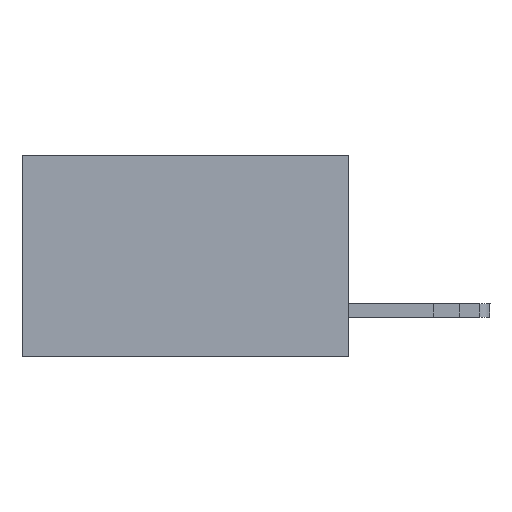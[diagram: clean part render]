
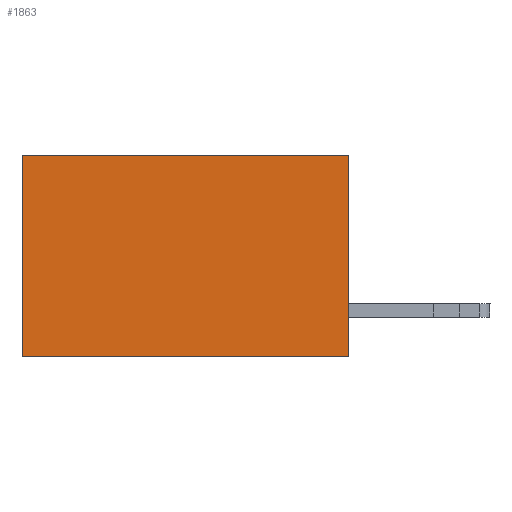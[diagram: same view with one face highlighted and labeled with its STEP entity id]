
A CAD part, left-side view. The second image highlights one B-rep face of the part: STEP entity #1863.
In plain terms, the highlighted planar face has unit normal (-1, 0, 0).
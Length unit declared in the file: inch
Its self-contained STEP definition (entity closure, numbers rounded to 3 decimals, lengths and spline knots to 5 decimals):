
#30 = CARTESIAN_POINT ( 'NONE',  ( 0.2615, 0., -0.37 ) ) ;
#277 = LINE ( 'NONE', #5641, #2512 ) ;
#339 = VERTEX_POINT ( 'NONE', #11709 ) ;
#497 = LINE ( 'NONE', #2079, #11108 ) ;
#610 = LINE ( 'NONE', #1221, #3636 ) ;
#732 = CARTESIAN_POINT ( 'NONE',  ( 0.2615, 0., -0.37 ) ) ;
#1221 = CARTESIAN_POINT ( 'NONE',  ( 0.2615, 0.6, -0.37 ) ) ;
#1634 = EDGE_LOOP ( 'NONE', ( #11038, #7666, #10753, #6996 ) ) ;
#1863 = ADVANCED_FACE ( 'NONE', ( #6478 ), #3699, .F. ) ;
#2079 = CARTESIAN_POINT ( 'NONE',  ( 0.2615, 0., -0.37 ) ) ;
#2512 = VECTOR ( 'NONE', #8779, 39.37008 ) ;
#2732 = CARTESIAN_POINT ( 'NONE',  ( 0.2615, 0., -0.37 ) ) ;
#3250 = EDGE_CURVE ( 'NONE', #339, #4788, #610, .T. ) ;
#3260 = CARTESIAN_POINT ( 'NONE',  ( 0.2615, 0., 0. ) ) ;
#3502 = EDGE_CURVE ( 'NONE', #6205, #339, #277, .T. ) ;
#3636 = VECTOR ( 'NONE', #12539, 39.37008 ) ;
#3699 = PLANE ( 'NONE',  #8789 ) ;
#4124 = VECTOR ( 'NONE', #6947, 39.37008 ) ;
#4187 = DIRECTION ( 'NONE',  ( 0., 1., 0. ) ) ;
#4788 = VERTEX_POINT ( 'NONE', #6597 ) ;
#5641 = CARTESIAN_POINT ( 'NONE',  ( 0.2615, 0., 0. ) ) ;
#5906 = DIRECTION ( 'NONE',  ( 1., 0., 0. ) ) ;
#6205 = VERTEX_POINT ( 'NONE', #3260 ) ;
#6478 = FACE_OUTER_BOUND ( 'NONE', #1634, .T. ) ;
#6597 = CARTESIAN_POINT ( 'NONE',  ( 0.2615, 0.6, -0.37 ) ) ;
#6947 = DIRECTION ( 'NONE',  ( 0., 0., -1. ) ) ;
#6996 = ORIENTED_EDGE ( 'NONE', *, *, #3502, .T. ) ;
#7666 = ORIENTED_EDGE ( 'NONE', *, *, #7856, .F. ) ;
#7856 = EDGE_CURVE ( 'NONE', #12683, #4788, #497, .T. ) ;
#8779 = DIRECTION ( 'NONE',  ( 0., 1., 0. ) ) ;
#8789 = AXIS2_PLACEMENT_3D ( 'NONE', #2732, #5906, #13104 ) ;
#10753 = ORIENTED_EDGE ( 'NONE', *, *, #12544, .F. ) ;
#11038 = ORIENTED_EDGE ( 'NONE', *, *, #3250, .T. ) ;
#11108 = VECTOR ( 'NONE', #4187, 39.37008 ) ;
#11709 = CARTESIAN_POINT ( 'NONE',  ( 0.2615, 0.6, 0. ) ) ;
#12339 = LINE ( 'NONE', #732, #4124 ) ;
#12539 = DIRECTION ( 'NONE',  ( 0., 0., -1. ) ) ;
#12544 = EDGE_CURVE ( 'NONE', #6205, #12683, #12339, .T. ) ;
#12683 = VERTEX_POINT ( 'NONE', #30 ) ;
#13104 = DIRECTION ( 'NONE',  ( 0., 0., -1. ) ) ;
